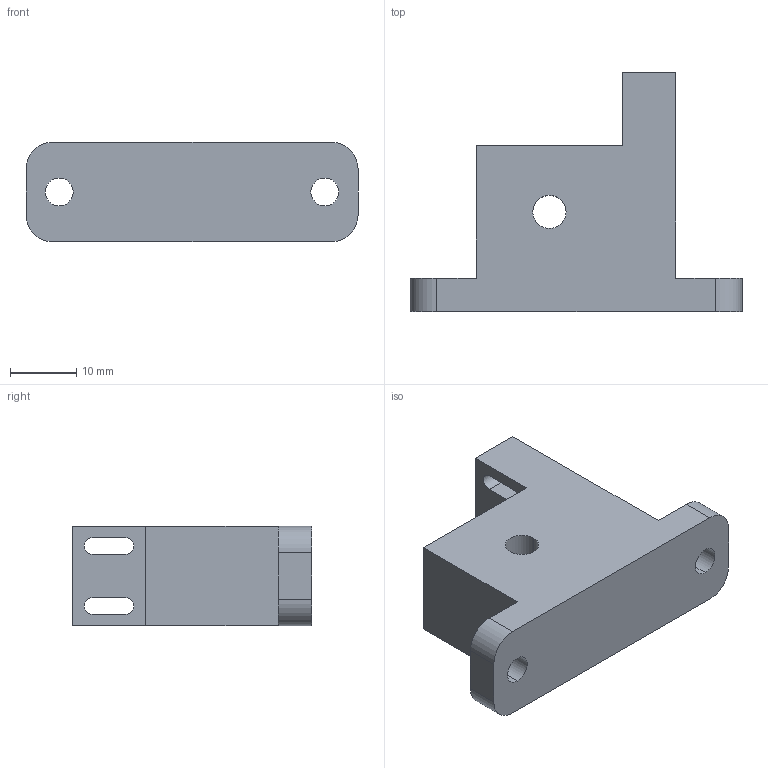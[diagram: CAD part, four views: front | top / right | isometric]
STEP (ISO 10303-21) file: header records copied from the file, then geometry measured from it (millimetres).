
FILE_DESCRIPTION (( 'STEP AP214' ), '1' );
FILE_NAME ('equerre3.STEP', '2021-07-28T14:24:34', ( '' ), ( '' ), 'SwSTEP 2.0', 'SolidWorks 2019', '' );
FILE_SCHEMA (( 'AUTOMOTIVE_DESIGN' ));
Length unit declared in the file: millimetre
Products named in the file (1): equerre3
Bounding box: 50 x 36 x 15 mm (x, y, z)
Volume: 13289.7 mm3; surface area: 4883.1 mm2
Topology: 1 solids, 1 shells, 30 faces, 84 edges, 56 vertices
Faces by surface type: plane 16, cylinder 14
Entity records: 1030 total; most frequent: DIRECTION 174, CARTESIAN_POINT 171, ORIENTED_EDGE 168, EDGE_CURVE 84, AXIS2_PLACEMENT_3D 59, LINE 56, VECTOR 56, VERTEX_POINT 56
